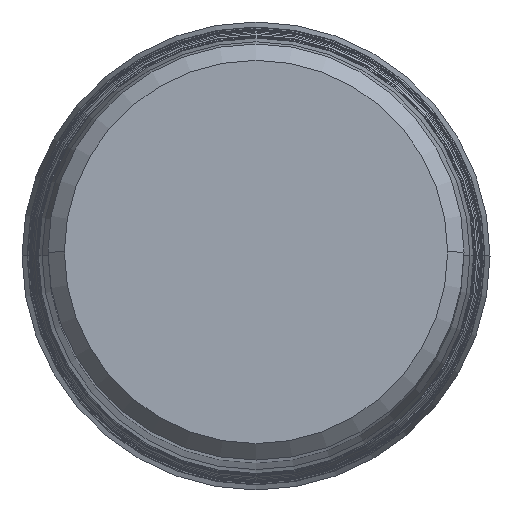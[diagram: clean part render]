
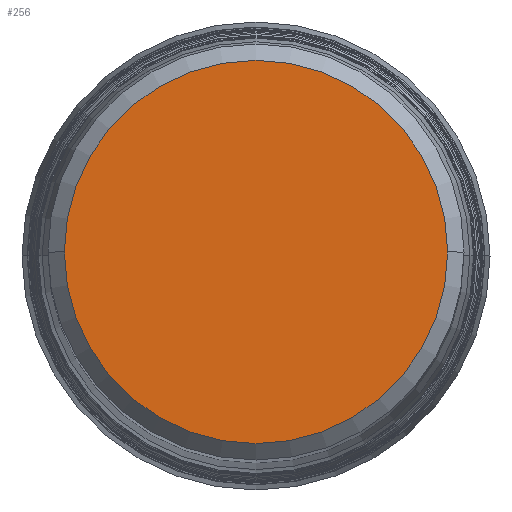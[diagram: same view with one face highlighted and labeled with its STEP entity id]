
A CAD part, top view. The second image highlights one B-rep face of the part: STEP entity #256.
In plain terms, the highlighted planar face has unit normal (0, 0, 1).
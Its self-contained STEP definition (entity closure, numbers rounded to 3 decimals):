
#30=PLANE('',#3154);
#256=ADVANCED_FACE('',(#525),#30,.F.);
#525=FACE_OUTER_BOUND('',#697,.T.);
#697=EDGE_LOOP('',(#1279,#1280,#1281,#1282));
#1279=ORIENTED_EDGE('',*,*,#1961,.T.);
#1280=ORIENTED_EDGE('',*,*,#1962,.T.);
#1281=ORIENTED_EDGE('',*,*,#1963,.T.);
#1282=ORIENTED_EDGE('',*,*,#1964,.T.);
#1627=VERTEX_POINT('',#6159);
#1628=VERTEX_POINT('',#6160);
#1629=VERTEX_POINT('',#6162);
#1630=VERTEX_POINT('',#6164);
#1961=EDGE_CURVE('',#1627,#1628,#2393,.T.);
#1962=EDGE_CURVE('',#1628,#1629,#2394,.T.);
#1963=EDGE_CURVE('',#1629,#1630,#2395,.T.);
#1964=EDGE_CURVE('',#1630,#1627,#2396,.T.);
#2393=CIRCLE('',#3150,11.7);
#2394=CIRCLE('',#3151,11.7);
#2395=CIRCLE('',#3152,11.7);
#2396=CIRCLE('',#3153,11.7);
#3150=AXIS2_PLACEMENT_3D('',#6158,#3856,#3857);
#3151=AXIS2_PLACEMENT_3D('',#6161,#3858,#3859);
#3152=AXIS2_PLACEMENT_3D('',#6163,#3860,#3861);
#3153=AXIS2_PLACEMENT_3D('',#6165,#3862,#3863);
#3154=AXIS2_PLACEMENT_3D('',#6166,#3864,#3865);
#3856=DIRECTION('',(0.,0.,1.));
#3857=DIRECTION('',(0.,1.,0.));
#3858=DIRECTION('',(0.,0.,1.));
#3859=DIRECTION('',(-1.,0.,0.));
#3860=DIRECTION('',(0.,0.,1.));
#3861=DIRECTION('',(0.,-1.,0.));
#3862=DIRECTION('',(0.,0.,1.));
#3863=DIRECTION('',(1.,0.,0.));
#3864=DIRECTION('',(0.,0.,-1.));
#3865=DIRECTION('',(-1.,0.,0.));
#6158=CARTESIAN_POINT('',(0.,0.,43.656));
#6159=CARTESIAN_POINT('',(0.,11.7,43.656));
#6160=CARTESIAN_POINT('',(-11.7,0.,43.656));
#6161=CARTESIAN_POINT('',(0.,0.,43.656));
#6162=CARTESIAN_POINT('',(0.,-11.7,43.656));
#6163=CARTESIAN_POINT('',(0.,0.,43.656));
#6164=CARTESIAN_POINT('',(11.7,0.,43.656));
#6165=CARTESIAN_POINT('',(0.,0.,43.656));
#6166=CARTESIAN_POINT('',(0.,0.,43.656));
